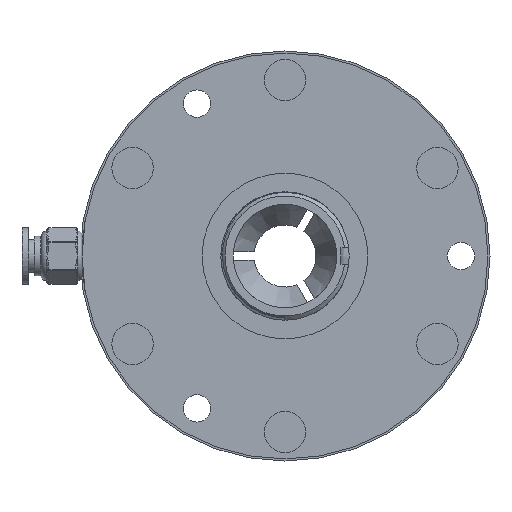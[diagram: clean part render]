
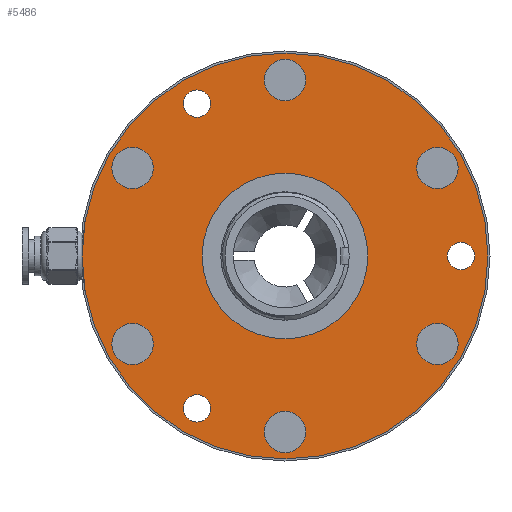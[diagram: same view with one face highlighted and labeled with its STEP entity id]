
A CAD part, left-side view. The second image highlights one B-rep face of the part: STEP entity #5486.
In plain terms, the highlighted planar face has unit normal (-1, 0, 0).
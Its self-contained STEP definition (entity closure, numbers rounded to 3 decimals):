
#119 = DIRECTION ( 'NONE',  ( 1., 0., 0. ) ) ;
#194 = VERTEX_POINT ( 'NONE', #25189 ) ;
#217 = EDGE_CURVE ( 'NONE', #26868, #26868, #14329, .T. ) ;
#822 = DIRECTION ( 'NONE',  ( 0., 0., -1. ) ) ;
#1106 = DIRECTION ( 'NONE',  ( 0., 0., 1. ) ) ;
#1540 = ORIENTED_EDGE ( 'NONE', *, *, #11890, .F. ) ;
#1884 = ORIENTED_EDGE ( 'NONE', *, *, #15222, .F. ) ;
#1970 = CIRCLE ( 'NONE', #30346, 49. ) ;
#2738 = FACE_OUTER_BOUND ( 'NONE', #25955, .T. ) ;
#3886 = DIRECTION ( 'NONE',  ( 0., 1., 0. ) ) ;
#4096 = EDGE_CURVE ( 'NONE', #35269, #35269, #28362, .T. ) ;
#4616 = VERTEX_POINT ( 'NONE', #33614 ) ;
#4918 = CIRCLE ( 'NONE', #31044, 3.3 ) ;
#5486 = ADVANCED_FACE ( 'NONE', ( #10442, #46257, #27982, #31712, #38762, #6706, #21430, #34780, #7167, #39209, #2738 ), #28450, .F. ) ;
#5761 = CARTESIAN_POINT ( 'NONE',  ( -86.564, 44.649, 21.25 ) ) ;
#6500 = AXIS2_PLACEMENT_3D ( 'NONE', #31058, #16129, #34805 ) ;
#6584 = AXIS2_PLACEMENT_3D ( 'NONE', #15754, #19912, #22981 ) ;
#6706 = FACE_BOUND ( 'NONE', #13427, .T. ) ;
#6731 = CARTESIAN_POINT ( 'NONE',  ( -86.564, 7.843, 47.5 ) ) ;
#6964 = CARTESIAN_POINT ( 'NONE',  ( -86.564, 44.649, -16.25 ) ) ;
#7167 = FACE_BOUND ( 'NONE', #15953, .T. ) ;
#8147 = EDGE_CURVE ( 'NONE', #194, #194, #40131, .T. ) ;
#10442 = FACE_BOUND ( 'NONE', #41658, .T. ) ;
#10453 = CARTESIAN_POINT ( 'NONE',  ( -86.564, 44.649, -21.25 ) ) ;
#11186 = CARTESIAN_POINT ( 'NONE',  ( -86.564, 7.843, -42.5 ) ) ;
#11362 = ORIENTED_EDGE ( 'NONE', *, *, #12566, .F. ) ;
#11790 = DIRECTION ( 'NONE',  ( 0., 0., 1. ) ) ;
#11890 = EDGE_CURVE ( 'NONE', #14456, #14456, #18664, .T. ) ;
#12564 = CIRCLE ( 'NONE', #16411, 5. ) ;
#12566 = EDGE_CURVE ( 'NONE', #18201, #18201, #12564, .T. ) ;
#13427 = EDGE_LOOP ( 'NONE', ( #1884 ) ) ;
#13481 = DIRECTION ( 'NONE',  ( 1., 0., 0. ) ) ;
#13990 = CARTESIAN_POINT ( 'NONE',  ( -86.564, 7.843, -37.5 ) ) ;
#14206 = CARTESIAN_POINT ( 'NONE',  ( -86.564, 7.843, 42.5 ) ) ;
#14329 = CIRCLE ( 'NONE', #21004, 5. ) ;
#14456 = VERTEX_POINT ( 'NONE', #28711 ) ;
#15222 = EDGE_CURVE ( 'NONE', #17490, #17490, #22292, .T. ) ;
#15316 = CARTESIAN_POINT ( 'NONE',  ( -86.564, 50.343, 0. ) ) ;
#15538 = EDGE_CURVE ( 'NONE', #42772, #42772, #30498, .T. ) ;
#15629 = CARTESIAN_POINT ( 'NONE',  ( -86.564, -13.407, -40.106 ) ) ;
#15754 = CARTESIAN_POINT ( 'NONE',  ( -86.564, -28.963, 21.25 ) ) ;
#15847 = VERTEX_POINT ( 'NONE', #15629 ) ;
#15953 = EDGE_LOOP ( 'NONE', ( #1540 ) ) ;
#16129 = DIRECTION ( 'NONE',  ( -1., 0., 0. ) ) ;
#16411 = AXIS2_PLACEMENT_3D ( 'NONE', #5761, #38276, #27728 ) ;
#17018 = DIRECTION ( 'NONE',  ( 0., 0., 1. ) ) ;
#17038 = AXIS2_PLACEMENT_3D ( 'NONE', #14206, #35955, #1106 ) ;
#17490 = VERTEX_POINT ( 'NONE', #6964 ) ;
#18201 = VERTEX_POINT ( 'NONE', #39004 ) ;
#18553 = EDGE_CURVE ( 'NONE', #4616, #4616, #4918, .T. ) ;
#18664 = CIRCLE ( 'NONE', #6584, 5. ) ;
#18807 = DIRECTION ( 'NONE',  ( -1., 0., 0. ) ) ;
#19620 = EDGE_CURVE ( 'NONE', #15847, #15847, #35595, .T. ) ;
#19777 = ORIENTED_EDGE ( 'NONE', *, *, #45032, .T. ) ;
#19912 = DIRECTION ( 'NONE',  ( -1., 0., 0. ) ) ;
#21004 = AXIS2_PLACEMENT_3D ( 'NONE', #29571, #18807, #11790 ) ;
#21430 = FACE_BOUND ( 'NONE', #41750, .T. ) ;
#21456 = CARTESIAN_POINT ( 'NONE',  ( -86.564, -28.963, -16.25 ) ) ;
#21471 = DIRECTION ( 'NONE',  ( 0., 0., 1. ) ) ;
#22292 = CIRCLE ( 'NONE', #43216, 5. ) ;
#22868 = CARTESIAN_POINT ( 'NONE',  ( -86.564, -13.407, 36.806 ) ) ;
#22981 = DIRECTION ( 'NONE',  ( 0., 0., 1. ) ) ;
#23756 = CARTESIAN_POINT ( 'NONE',  ( -86.564, 7.843, 49. ) ) ;
#23807 = ORIENTED_EDGE ( 'NONE', *, *, #35276, .T. ) ;
#24488 = ORIENTED_EDGE ( 'NONE', *, *, #15538, .F. ) ;
#24904 = AXIS2_PLACEMENT_3D ( 'NONE', #42744, #35707, #3886 ) ;
#24963 = DIRECTION ( 'NONE',  ( -1., 0., 0. ) ) ;
#25189 = CARTESIAN_POINT ( 'NONE',  ( -86.564, 7.843, 20. ) ) ;
#25665 = CARTESIAN_POINT ( 'NONE',  ( -86.564, -13.407, 33.506 ) ) ;
#25951 = DIRECTION ( 'NONE',  ( 0., 0., 1. ) ) ;
#25955 = EDGE_LOOP ( 'NONE', ( #19777 ) ) ;
#26201 = EDGE_LOOP ( 'NONE', ( #33629 ) ) ;
#26868 = VERTEX_POINT ( 'NONE', #21456 ) ;
#27728 = DIRECTION ( 'NONE',  ( 0., 0., 1. ) ) ;
#27982 = FACE_BOUND ( 'NONE', #34770, .T. ) ;
#28362 = CIRCLE ( 'NONE', #37361, 5. ) ;
#28450 = PLANE ( 'NONE',  #24904 ) ;
#28711 = CARTESIAN_POINT ( 'NONE',  ( -86.564, -28.963, 26.25 ) ) ;
#28865 = AXIS2_PLACEMENT_3D ( 'NONE', #22868, #30120, #44185 ) ;
#29571 = CARTESIAN_POINT ( 'NONE',  ( -86.564, -28.963, -21.25 ) ) ;
#30120 = DIRECTION ( 'NONE',  ( 1., 0., 0. ) ) ;
#30346 = AXIS2_PLACEMENT_3D ( 'NONE', #36014, #32492, #25951 ) ;
#30391 = AXIS2_PLACEMENT_3D ( 'NONE', #34764, #13481, #45565 ) ;
#30498 = CIRCLE ( 'NONE', #17038, 5. ) ;
#30782 = VERTEX_POINT ( 'NONE', #23756 ) ;
#31044 = AXIS2_PLACEMENT_3D ( 'NONE', #15316, #119, #822 ) ;
#31058 = CARTESIAN_POINT ( 'NONE',  ( -86.564, 7.843, 0. ) ) ;
#31694 = EDGE_LOOP ( 'NONE', ( #44628 ) ) ;
#31712 = FACE_BOUND ( 'NONE', #31694, .T. ) ;
#32200 = DIRECTION ( 'NONE',  ( -1., 0., 0. ) ) ;
#32234 = EDGE_LOOP ( 'NONE', ( #24488 ) ) ;
#32492 = DIRECTION ( 'NONE',  ( -1., 0., 0. ) ) ;
#33614 = CARTESIAN_POINT ( 'NONE',  ( -86.564, 50.343, -3.3 ) ) ;
#33629 = ORIENTED_EDGE ( 'NONE', *, *, #19620, .T. ) ;
#34764 = CARTESIAN_POINT ( 'NONE',  ( -86.564, -13.407, -36.806 ) ) ;
#34770 = EDGE_LOOP ( 'NONE', ( #23807 ) ) ;
#34780 = FACE_BOUND ( 'NONE', #40480, .T. ) ;
#34805 = DIRECTION ( 'NONE',  ( 0., 0., 1. ) ) ;
#35269 = VERTEX_POINT ( 'NONE', #13990 ) ;
#35276 = EDGE_CURVE ( 'NONE', #43936, #43936, #38684, .T. ) ;
#35595 = CIRCLE ( 'NONE', #30391, 3.3 ) ;
#35707 = DIRECTION ( 'NONE',  ( 1., 0., 0. ) ) ;
#35738 = ORIENTED_EDGE ( 'NONE', *, *, #217, .F. ) ;
#35955 = DIRECTION ( 'NONE',  ( -1., 0., 0. ) ) ;
#36014 = CARTESIAN_POINT ( 'NONE',  ( -86.564, 7.843, 0. ) ) ;
#37361 = AXIS2_PLACEMENT_3D ( 'NONE', #11186, #24963, #21471 ) ;
#37505 = ORIENTED_EDGE ( 'NONE', *, *, #18553, .T. ) ;
#38276 = DIRECTION ( 'NONE',  ( -1., 0., 0. ) ) ;
#38684 = CIRCLE ( 'NONE', #28865, 3.3 ) ;
#38762 = FACE_BOUND ( 'NONE', #43583, .T. ) ;
#39004 = CARTESIAN_POINT ( 'NONE',  ( -86.564, 44.649, 26.25 ) ) ;
#39209 = FACE_BOUND ( 'NONE', #32234, .T. ) ;
#40131 = CIRCLE ( 'NONE', #6500, 20. ) ;
#40239 = ORIENTED_EDGE ( 'NONE', *, *, #4096, .F. ) ;
#40480 = EDGE_LOOP ( 'NONE', ( #35738 ) ) ;
#41658 = EDGE_LOOP ( 'NONE', ( #37505 ) ) ;
#41750 = EDGE_LOOP ( 'NONE', ( #40239 ) ) ;
#42744 = CARTESIAN_POINT ( 'NONE',  ( -86.564, 27.843, 0. ) ) ;
#42772 = VERTEX_POINT ( 'NONE', #6731 ) ;
#43216 = AXIS2_PLACEMENT_3D ( 'NONE', #10453, #32200, #17018 ) ;
#43583 = EDGE_LOOP ( 'NONE', ( #11362 ) ) ;
#43936 = VERTEX_POINT ( 'NONE', #25665 ) ;
#44185 = DIRECTION ( 'NONE',  ( 0., 0., -1. ) ) ;
#44628 = ORIENTED_EDGE ( 'NONE', *, *, #8147, .F. ) ;
#45032 = EDGE_CURVE ( 'NONE', #30782, #30782, #1970, .T. ) ;
#45565 = DIRECTION ( 'NONE',  ( 0., 0., -1. ) ) ;
#46257 = FACE_BOUND ( 'NONE', #26201, .T. ) ;
